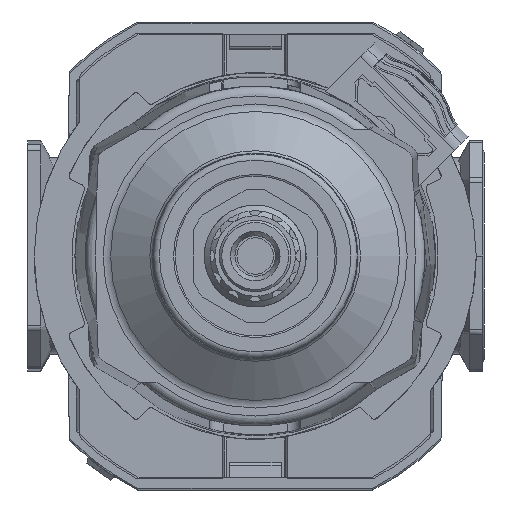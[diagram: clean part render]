
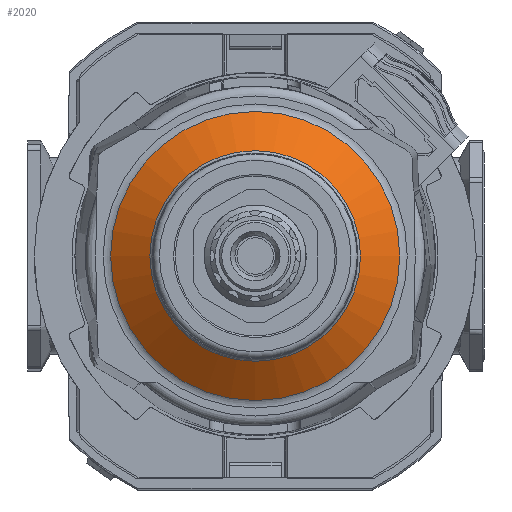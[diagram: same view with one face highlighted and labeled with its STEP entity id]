
A CAD part, front view. The second image highlights one B-rep face of the part: STEP entity #2020.
In plain terms, the highlighted conical face has half-angle 54.996 degrees and reference radius 22.24 mm.
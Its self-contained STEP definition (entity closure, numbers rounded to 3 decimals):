
#2020 = ADVANCED_FACE( '', ( #4648, #4649 ), #4650, .T. );
#4648 = FACE_BOUND( '', #8141, .T. );
#4649 = FACE_OUTER_BOUND( '', #8142, .T. );
#4650 = CONICAL_SURFACE( '', #8143, 22.24, 0.96 );
#8141 = EDGE_LOOP( '', ( #14236 ) );
#8142 = EDGE_LOOP( '', ( #14237 ) );
#8143 = AXIS2_PLACEMENT_3D( '', #14238, #14239, #14240 );
#14236 = ORIENTED_EDGE( '', *, *, #21783, .F. );
#14237 = ORIENTED_EDGE( '', *, *, #22654, .T. );
#14238 = CARTESIAN_POINT( '', ( 0., 5.938, 0. ) );
#14239 = DIRECTION( '', ( 0., 1., 0. ) );
#14240 = DIRECTION( '', ( -1., 0., 0. ) );
#21783 = EDGE_CURVE( '', #26661, #26661, #26662, .T. );
#22654 = EDGE_CURVE( '', #28032, #28032, #28033, .T. );
#26661 = VERTEX_POINT( '', #34360 );
#26662 = CIRCLE( '', #34361, 16.199 );
#28032 = VERTEX_POINT( '', #37024 );
#28033 = CIRCLE( '', #37025, 22.24 );
#34360 = CARTESIAN_POINT( '', ( 16.199, 1.708, 0. ) );
#34361 = AXIS2_PLACEMENT_3D( '', #42516, #42517, #42518 );
#37024 = CARTESIAN_POINT( '', ( 22.24, 5.938, 0. ) );
#37025 = AXIS2_PLACEMENT_3D( '', #43586, #43587, #43588 );
#42516 = CARTESIAN_POINT( '', ( 0., 1.708, 0. ) );
#42517 = DIRECTION( '', ( 0., -1., 0. ) );
#42518 = DIRECTION( '', ( 1., 0., 0. ) );
#43586 = CARTESIAN_POINT( '', ( 0., 5.938, 0. ) );
#43587 = DIRECTION( '', ( 0., -1., 0. ) );
#43588 = DIRECTION( '', ( 1., 0., 0. ) );
